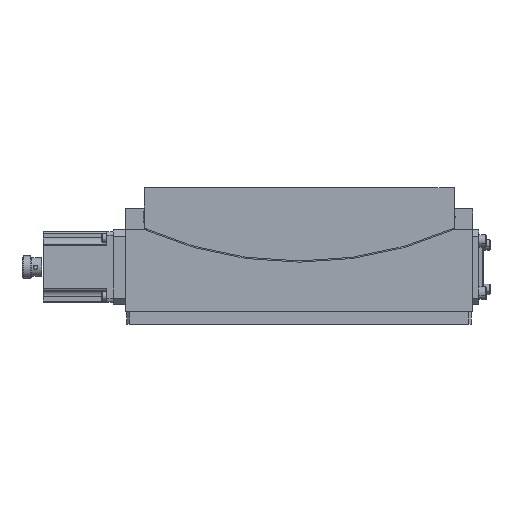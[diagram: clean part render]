
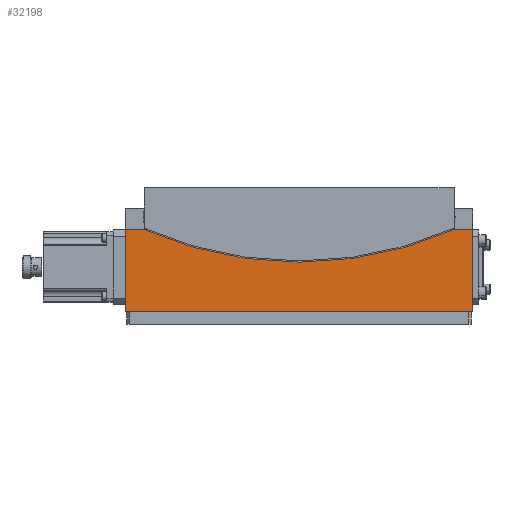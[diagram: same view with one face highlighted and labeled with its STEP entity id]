
A CAD part, front view. The second image highlights one B-rep face of the part: STEP entity #32198.
In plain terms, the highlighted planar face has unit normal (0, -1, 0).
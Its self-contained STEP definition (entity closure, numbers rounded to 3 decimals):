
#90 = VERTEX_POINT ( 'NONE', #26803 ) ;
#699 = CARTESIAN_POINT ( 'NONE',  ( -166.531, -149.693, 2.5 ) ) ;
#1241 = DIRECTION ( 'NONE',  ( 1., 0., 0. ) ) ;
#1306 = EDGE_CURVE ( 'NONE', #20222, #2275, #13725, .T. ) ;
#1959 = DIRECTION ( 'NONE',  ( 0., 0., -1. ) ) ;
#2275 = VERTEX_POINT ( 'NONE', #27459 ) ;
#2737 = DIRECTION ( 'NONE',  ( 0., -1., 0. ) ) ;
#2934 = DIRECTION ( 'NONE',  ( 0., 0., 1. ) ) ;
#4046 = CARTESIAN_POINT ( 'NONE',  ( -166.531, -149.693, 85.5 ) ) ;
#4622 = VECTOR ( 'NONE', #1241, 1000. ) ;
#4916 = VERTEX_POINT ( 'NONE', #29351 ) ;
#5196 = ORIENTED_EDGE ( 'NONE', *, *, #1306, .T. ) ;
#6025 = CARTESIAN_POINT ( 'NONE',  ( -151.488, -149.693, 68.8 ) ) ;
#6926 = FACE_OUTER_BOUND ( 'NONE', #7145, .T. ) ;
#6983 = CARTESIAN_POINT ( 'NONE',  ( 137.298, -149.693, 68.8 ) ) ;
#7145 = EDGE_LOOP ( 'NONE', ( #8485, #30830, #21797, #30109, #5196, #16390 ) ) ;
#7341 = VERTEX_POINT ( 'NONE', #14930 ) ;
#8096 = DIRECTION ( 'NONE',  ( 1., 0., 0. ) ) ;
#8485 = ORIENTED_EDGE ( 'NONE', *, *, #16658, .F. ) ;
#11866 = LINE ( 'NONE', #4046, #12651 ) ;
#11963 = DIRECTION ( 'NONE',  ( 1., 0., 0. ) ) ;
#12651 = VECTOR ( 'NONE', #1959, 1000. ) ;
#12759 = VECTOR ( 'NONE', #2934, 1000. ) ;
#12960 = EDGE_CURVE ( 'NONE', #18784, #7341, #18834, .T. ) ;
#13722 = CARTESIAN_POINT ( 'NONE',  ( -26.531, -149.693, 68.8 ) ) ;
#13725 = LINE ( 'NONE', #21780, #23862 ) ;
#14930 = CARTESIAN_POINT ( 'NONE',  ( 98.426, -149.693, 68.8 ) ) ;
#15148 = LINE ( 'NONE', #6983, #18651 ) ;
#15531 = PLANE ( 'NONE',  #27624 ) ;
#16390 = ORIENTED_EDGE ( 'NONE', *, *, #23587, .T. ) ;
#16518 = EDGE_CURVE ( 'NONE', #90, #18784, #22955, .T. ) ;
#16658 = EDGE_CURVE ( 'NONE', #7341, #4916, #15148, .T. ) ;
#18651 = VECTOR ( 'NONE', #11963, 1000. ) ;
#18784 = VERTEX_POINT ( 'NONE', #6025 ) ;
#18834 = CIRCLE ( 'NONE', #29295, 310. ) ;
#18839 = DIRECTION ( 'NONE',  ( 1., 0., 0. ) ) ;
#19382 = EDGE_CURVE ( 'NONE', #90, #20222, #11866, .T. ) ;
#20222 = VERTEX_POINT ( 'NONE', #699 ) ;
#21106 = CARTESIAN_POINT ( 'NONE',  ( -26.531, -149.693, 352.5 ) ) ;
#21780 = CARTESIAN_POINT ( 'NONE',  ( -166.531, -149.693, 2.5 ) ) ;
#21797 = ORIENTED_EDGE ( 'NONE', *, *, #16518, .F. ) ;
#22955 = LINE ( 'NONE', #13722, #4622 ) ;
#23503 = DIRECTION ( 'NONE',  ( 0., -1., 0. ) ) ;
#23587 = EDGE_CURVE ( 'NONE', #2275, #4916, #27190, .T. ) ;
#23862 = VECTOR ( 'NONE', #29184, 1000. ) ;
#25641 = CARTESIAN_POINT ( 'NONE',  ( -26.531, -149.693, 352.5 ) ) ;
#25725 = CARTESIAN_POINT ( 'NONE',  ( 113.469, -149.693, 85.5 ) ) ;
#26803 = CARTESIAN_POINT ( 'NONE',  ( -166.531, -149.693, 68.8 ) ) ;
#27190 = LINE ( 'NONE', #25725, #12759 ) ;
#27459 = CARTESIAN_POINT ( 'NONE',  ( 113.469, -149.693, 2.5 ) ) ;
#27624 = AXIS2_PLACEMENT_3D ( 'NONE', #25641, #2737, #8096 ) ;
#29184 = DIRECTION ( 'NONE',  ( 1., 0., 0. ) ) ;
#29295 = AXIS2_PLACEMENT_3D ( 'NONE', #21106, #23503, #18839 ) ;
#29351 = CARTESIAN_POINT ( 'NONE',  ( 113.469, -149.693, 68.8 ) ) ;
#30109 = ORIENTED_EDGE ( 'NONE', *, *, #19382, .T. ) ;
#30830 = ORIENTED_EDGE ( 'NONE', *, *, #12960, .F. ) ;
#32198 = ADVANCED_FACE ( 'NONE', ( #6926 ), #15531, .T. ) ;
